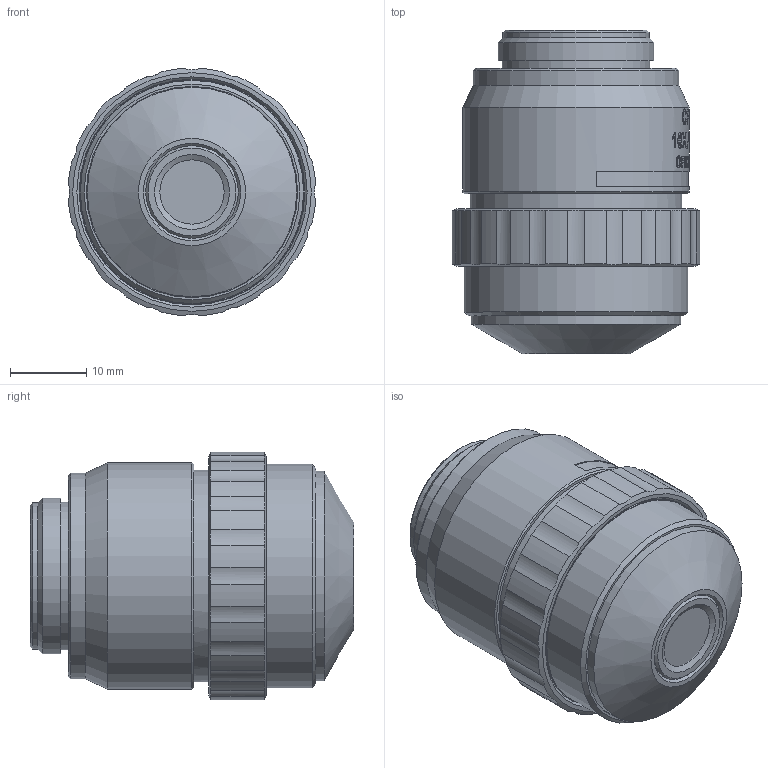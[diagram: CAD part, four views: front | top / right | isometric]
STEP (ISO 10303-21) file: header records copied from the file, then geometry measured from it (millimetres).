
FILE_DESCRIPTION (( 'STEP AP203' ), '1' );
FILE_NAME ('690143.STEP', '2025-12-23T01:47:50', ( 'Windows User' ), ( 'P R C' ), 'SwSTEP 2.0', 'SolidWorks 2020', '' );
FILE_SCHEMA (( 'CONFIG_CONTROL_DESIGN' ));
Length unit declared in the file: millimetre
Products named in the file (1): 690143
Bounding box: 32.32 x 42.3 x 32.32 mm (x, y, z)
Volume: 14743.2 mm3; surface area: 18925.8 mm2
Topology: 7 solids, 7 shells, 519 faces, 1284 edges, 848 vertices
Faces by surface type: bspline 178, plane 168, cylinder 128, cone 44, sphere 1
Full cylindrical faces by diameter (mm): 7.6 x1, 8.4 x1, 11 x1, 12 x1, 12.1 x3, 12.4 x1, 13.4 x1, 14.1 x1, 14.5 x1, 15 x1, 15.4 x1, 15.5 x2, 16 x1, 19.1 x1, 19.3 x1, 19.4 x1, 20 x1, 20.32 x1, 20.5 x1, 20.7 x1, 22.8 x1, 23 x4, 23.4 x3, 23.5 x2, 23.9 x1, 24 x1, 25.4 x1, 25.7 x1, 25.9 x1, 26.3 x1
Entity records: 22830 total; most frequent: CARTESIAN_POINT 11999, ORIENTED_EDGE 2314, DIRECTION 1763, EDGE_CURVE 1157, VERTEX_POINT 819, EDGE_LOOP 696, AXIS2_PLACEMENT_3D 659, FACE_OUTER_BOUND 573
